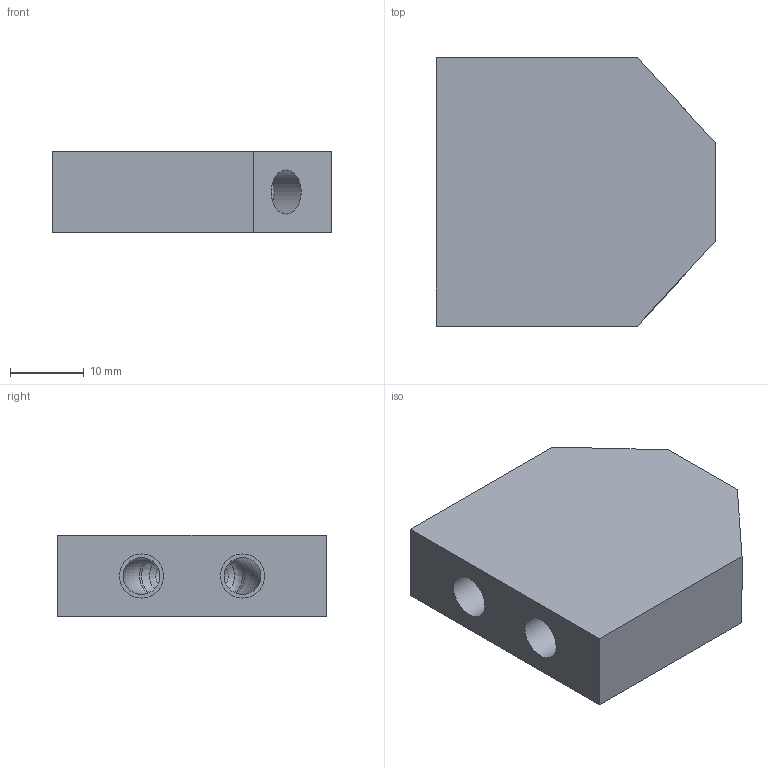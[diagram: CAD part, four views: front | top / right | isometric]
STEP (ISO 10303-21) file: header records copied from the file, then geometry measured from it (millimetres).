
FILE_DESCRIPTION(/* description */ (''),/* implementation_level */ '2;1');
FILE_NAME(/* name */ 'Logic-AND-NOT.step',/* time_stamp */ '2022-04-06T18:02:06+01:00',/* author */ (''),/* organization */ (''),/* preprocessor_version */ 'ST-DEVELOPER v18.1',/* originating_system */ 'Autodesk Translation Framework v10.13.0.1454',/* authorisation */ '');
FILE_SCHEMA (('AUTOMOTIVE_DESIGN { 1 0 10303 214 3 1 1 }'));
Length unit declared in the file: millimetre
Products named in the file (2): AND_5mm_for tube; logic gate and v14
Assembly tree (1 placements, depth 2):
  AND_5mm_for tube
    logic gate and v14
Bounding box: 38 x 36.4 x 11 mm (x, y, z)
Volume: 11989.2 mm3; surface area: 5313 mm2
Topology: 1 solids, 1 shells, 49 faces, 132 edges, 87 vertices
Faces by surface type: bspline 16, cylinder 14, plane 13, torus 4, cone 2
Full cylindrical faces by diameter (mm): 2 x2, 5 x7, 6 x5
Entity records: 2192 total; most frequent: CARTESIAN_POINT 964, ORIENTED_EDGE 264, DIRECTION 222, EDGE_CURVE 132, AXIS2_PLACEMENT_3D 94, VERTEX_POINT 87, EDGE_LOOP 59, CIRCLE 55
